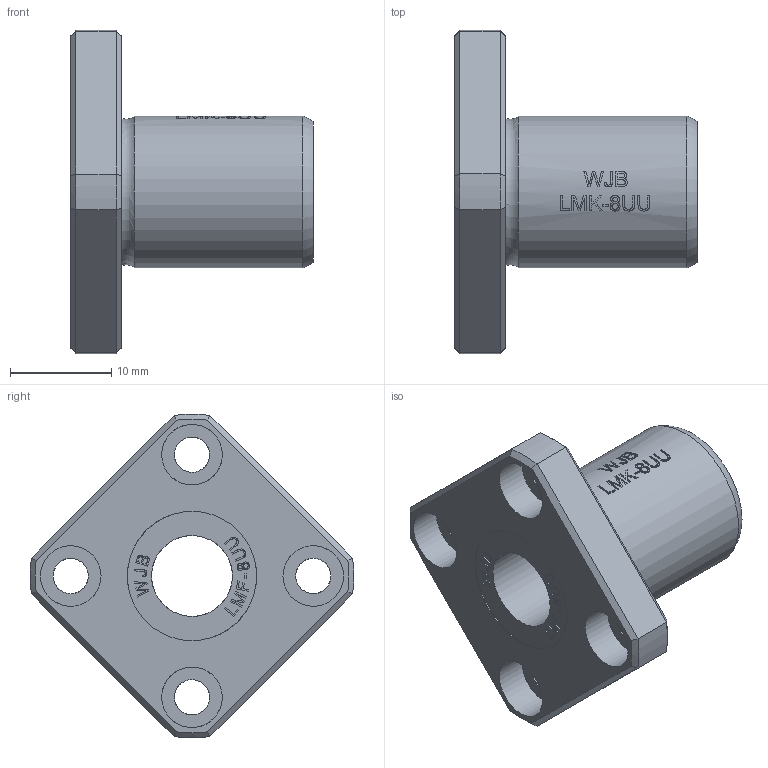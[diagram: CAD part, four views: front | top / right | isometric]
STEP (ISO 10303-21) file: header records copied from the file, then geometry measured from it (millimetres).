
FILE_DESCRIPTION(/* description */ (''),/* implementation_level */ '2;1');
FILE_NAME(/* name */ 'WJB-LMK-8UU.stp',/* time_stamp */ '2018-09-08T12:36:45+08:00',/* author */ (''),/* organization */ (''),/* preprocessor_version */ 'ST-DEVELOPER v11',/* originating_system */ 'SIEMENS UGS NX 6.0',/* authorisation */ '');
FILE_SCHEMA (('CONFIG_CONTROL_DESIGN'));
Length unit declared in the file: millimetre
Products named in the file (1): WJB-LMK-8UU
Bounding box: 24 x 31.98 x 31.98 mm (x, y, z)
Volume: 4719.9 mm3; surface area: 3297.3 mm2
Topology: 1 solids, 1 shells, 328 faces, 841 edges, 564 vertices
Faces by surface type: plane 201, extrusion 87, cylinder 30, cone 8, torus 2
Full cylindrical faces by diameter (mm): 3.5 x4, 6 x4, 8 x1, 12.8 x2, 15 x1
Entity records: 12764 total; most frequent: CARTESIAN_POINT 5375, ORIENTED_EDGE 1654, DIRECTION 1096, EDGE_CURVE 827, VERTEX_POINT 564, VECTOR 476, B_SPLINE_CURVE_WITH_KNOTS 457, EDGE_LOOP 401
